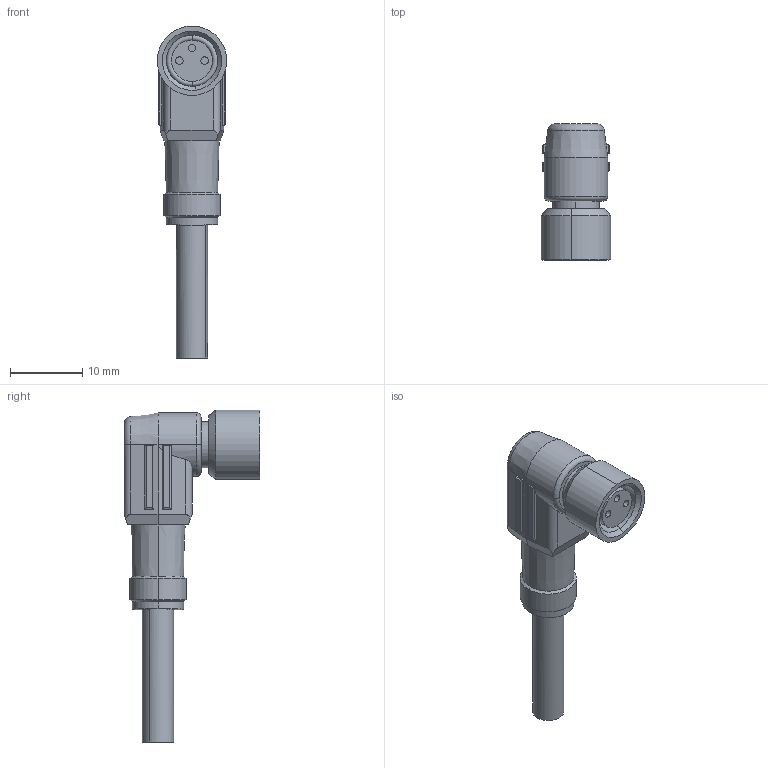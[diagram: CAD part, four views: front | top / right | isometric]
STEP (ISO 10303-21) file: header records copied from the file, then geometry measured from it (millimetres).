
FILE_DESCRIPTION(('STEP AP242'),'1');
FILE_NAME('connector_xzcp0766l2.stp','2021-06-14T03:26:41',('TraceParts'),('TraceParts S.A.'),'Spatial InterOp 3D',' ',' ');
FILE_SCHEMA(('AP242_MANAGED_MODEL_BASED_3D_ENGINEERING_MIM_LF {1 0 10303 442 1 1 4}'));
Length unit declared in the file: millimetre
Products named in the file (1): connector_xzcp0766l2
Bounding box: 9.59 x 18.8 x 45.9 mm (x, y, z)
Volume: 2388.7 mm3; surface area: 1740.7 mm2
Topology: 1 solids, 2 shells, 119 faces, 267 edges, 159 vertices
Faces by surface type: cylinder 50, plane 45, cone 15, torus 9
Entity records: 4276 total; most frequent: DIRECTION 628, CARTESIAN_POINT 568, ORIENTED_EDGE 534, EDGE_CURVE 267, AXIS2_PLACEMENT_3D 243, VERTEX_POINT 159, LINE 142, VECTOR 142
